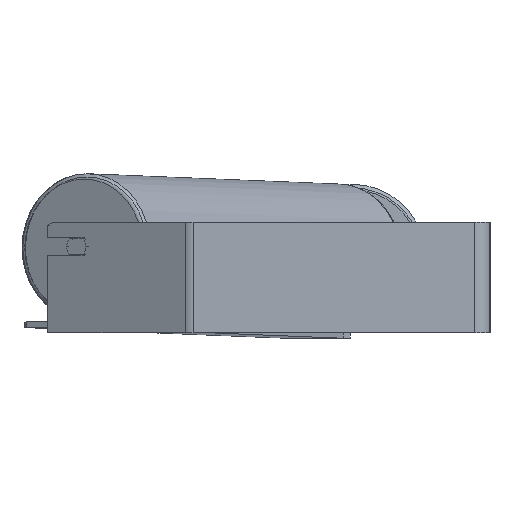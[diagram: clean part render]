
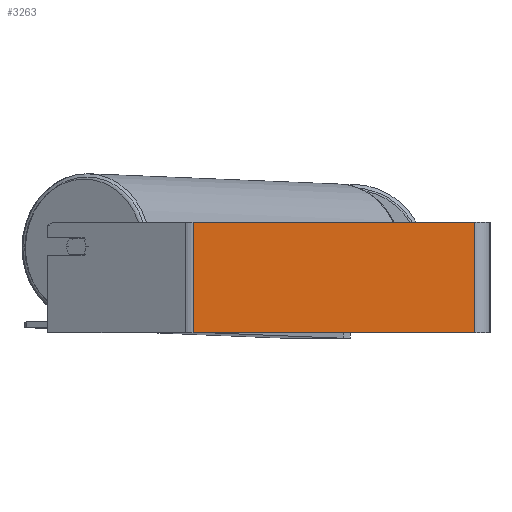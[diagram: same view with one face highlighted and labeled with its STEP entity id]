
A CAD part, left-side view. The second image highlights one B-rep face of the part: STEP entity #3263.
In plain terms, the highlighted planar face has unit normal (-1, 0, 0).
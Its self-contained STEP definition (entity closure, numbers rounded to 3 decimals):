
#17 = DIRECTION ( 'NONE',  ( 0., 0., -1. ) ) ;
#435 = VERTEX_POINT ( 'NONE', #8415 ) ;
#860 = VECTOR ( 'NONE', #1303, 1000. ) ;
#946 = EDGE_CURVE ( 'NONE', #435, #7554, #2671, .T. ) ;
#1048 = LINE ( 'NONE', #8368, #6993 ) ;
#1186 = DIRECTION ( 'NONE',  ( 0., -1., 0. ) ) ;
#1303 = DIRECTION ( 'NONE',  ( 0., -1., 0. ) ) ;
#1593 = CARTESIAN_POINT ( 'NONE',  ( -745., 14., 50. ) ) ;
#1818 = VECTOR ( 'NONE', #4652, 1000. ) ;
#1855 = CARTESIAN_POINT ( 'NONE',  ( -745., 14., 50. ) ) ;
#2210 = LINE ( 'NONE', #3698, #3442 ) ;
#2671 = LINE ( 'NONE', #9294, #860 ) ;
#3094 = CARTESIAN_POINT ( 'NONE',  ( -745., 269.018, -50. ) ) ;
#3263 = ADVANCED_FACE ( 'NONE', ( #3511 ), #3409, .F. ) ;
#3409 = PLANE ( 'NONE',  #9366 ) ;
#3442 = VECTOR ( 'NONE', #17, 1000. ) ;
#3454 = EDGE_CURVE ( 'NONE', #435, #9351, #2210, .T. ) ;
#3511 = FACE_OUTER_BOUND ( 'NONE', #9032, .T. ) ;
#3698 = CARTESIAN_POINT ( 'NONE',  ( -745., 269.018, 50. ) ) ;
#3819 = ORIENTED_EDGE ( 'NONE', *, *, #6503, .T. ) ;
#4358 = VERTEX_POINT ( 'NONE', #9108 ) ;
#4652 = DIRECTION ( 'NONE',  ( 0., 0., -1. ) ) ;
#4826 = DIRECTION ( 'NONE',  ( 0., 0., -1. ) ) ;
#6082 = EDGE_CURVE ( 'NONE', #7554, #4358, #8379, .T. ) ;
#6436 = ORIENTED_EDGE ( 'NONE', *, *, #6082, .F. ) ;
#6453 = CARTESIAN_POINT ( 'NONE',  ( -745., 272.769, 50. ) ) ;
#6503 = EDGE_CURVE ( 'NONE', #9351, #4358, #1048, .T. ) ;
#6864 = ORIENTED_EDGE ( 'NONE', *, *, #946, .F. ) ;
#6993 = VECTOR ( 'NONE', #1186, 1000. ) ;
#7554 = VERTEX_POINT ( 'NONE', #1593 ) ;
#8337 = ORIENTED_EDGE ( 'NONE', *, *, #3454, .T. ) ;
#8368 = CARTESIAN_POINT ( 'NONE',  ( -745., 272.769, -50. ) ) ;
#8379 = LINE ( 'NONE', #1855, #1818 ) ;
#8415 = CARTESIAN_POINT ( 'NONE',  ( -745., 269.018, 50. ) ) ;
#9032 = EDGE_LOOP ( 'NONE', ( #3819, #6436, #6864, #8337 ) ) ;
#9108 = CARTESIAN_POINT ( 'NONE',  ( -745., 14., -50. ) ) ;
#9294 = CARTESIAN_POINT ( 'NONE',  ( -745., 272.769, 50. ) ) ;
#9351 = VERTEX_POINT ( 'NONE', #3094 ) ;
#9355 = DIRECTION ( 'NONE',  ( 1., 0., 0. ) ) ;
#9366 = AXIS2_PLACEMENT_3D ( 'NONE', #6453, #9355, #4826 ) ;
